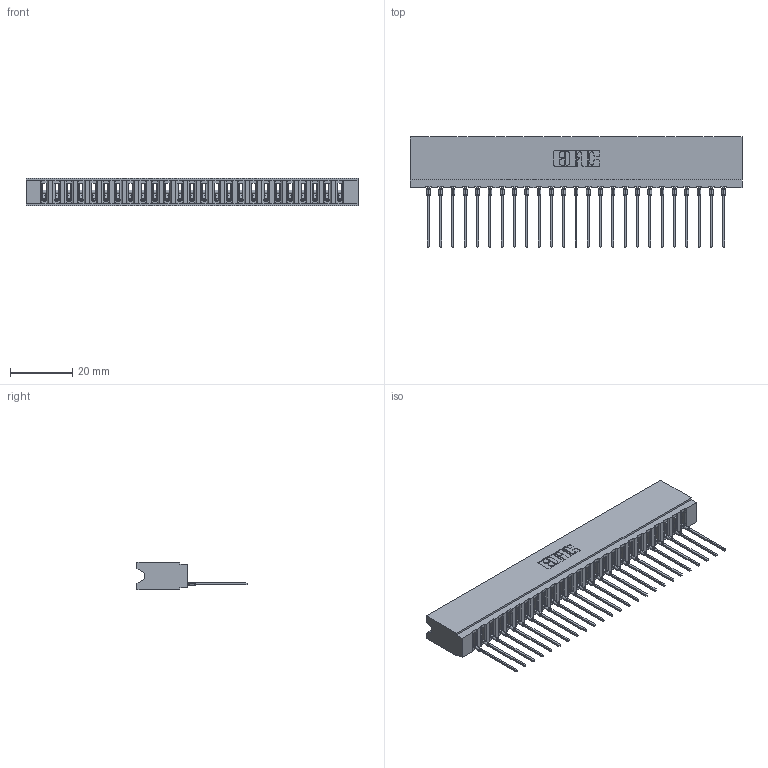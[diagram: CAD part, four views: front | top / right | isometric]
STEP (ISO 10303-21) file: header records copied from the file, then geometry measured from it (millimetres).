
FILE_DESCRIPTION (( 'STEP AP203' ), '1' );
FILE_NAME ('737-025-541-106.STEP', '2026-02-24T22:21:26', ( '' ), ( '' ), 'SwSTEP 2.0', 'SolidWorks 2023', '' );
FILE_SCHEMA (( 'CONFIG_CONTROL_DESIGN' ));
Length unit declared in the file: millimetre
Products named in the file (3): 737-025-541-106; 745-292-001_541; 737 Part_Insulator Option - 06
Assembly tree (26 placements, depth 2):
  737-025-541-106
    737 Part_Insulator Option - 06
    745-292-001_541  x25
Bounding box: 106.93 x 35.45 x 8.89 mm (x, y, z)
Volume: 10473.5 mm3; surface area: 14618.5 mm2
Topology: 26 solids, 26 shells, 2920 faces, 8032 edges, 5070 vertices
Faces by surface type: plane 1755, cylinder 515, bspline 500, torus 150
Entity records: 44421 total; most frequent: CARTESIAN_POINT 8333, ORIENTED_EDGE 7760, DIRECTION 6738, EDGE_CURVE 3880, LINE 3548, VECTOR 3548, VERTEX_POINT 2478, AXIS2_PLACEMENT_3D 1595
